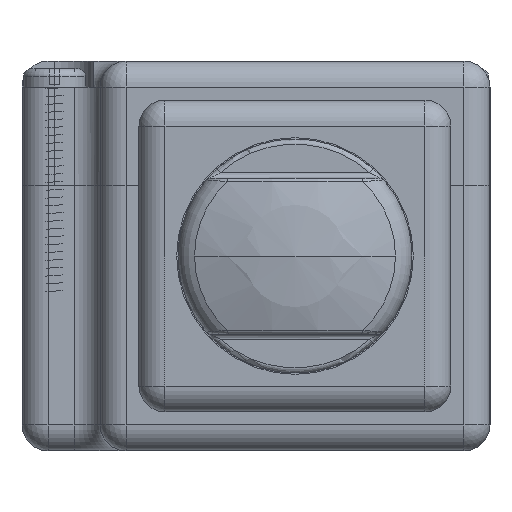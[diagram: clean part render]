
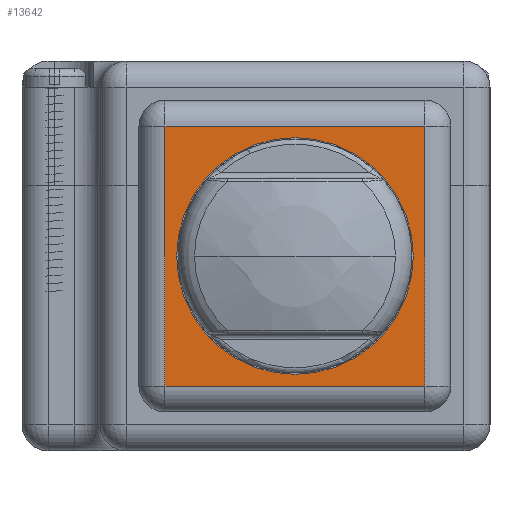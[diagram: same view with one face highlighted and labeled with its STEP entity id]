
A CAD part, left-side view. The second image highlights one B-rep face of the part: STEP entity #13642.
In plain terms, the highlighted face is planar.
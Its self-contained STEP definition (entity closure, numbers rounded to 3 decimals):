
#13065=DIRECTION('',(0.,0.,1.));
#13066=VECTOR('',#13065,10.);
#13067=CARTESIAN_POINT('',(-5.,2.,-5.));
#13068=LINE('',#13067,#13066);
#13072=DIRECTION('',(-1.,0.,0.));
#13073=VECTOR('',#13072,10.);
#13074=CARTESIAN_POINT('',(5.,2.,-5.));
#13075=LINE('',#13074,#13073);
#13079=DIRECTION('',(0.,0.,-1.));
#13080=VECTOR('',#13079,10.);
#13081=CARTESIAN_POINT('',(5.,2.,5.));
#13082=LINE('',#13081,#13080);
#13086=DIRECTION('',(1.,0.,0.));
#13087=VECTOR('',#13086,10.);
#13088=CARTESIAN_POINT('',(-5.,2.,5.));
#13089=LINE('',#13088,#13087);
#13093=CARTESIAN_POINT('',(0.,2.,0.));
#13094=DIRECTION('',(0.,-1.,0.));
#13095=DIRECTION('',(0.,0.,1.));
#13096=AXIS2_PLACEMENT_3D('',#13093,#13094,#13095);
#13101=CARTESIAN_POINT('',(0.,2.,0.));
#13102=DIRECTION('',(0.,-1.,0.));
#13103=DIRECTION('',(0.,0.,-1.));
#13104=AXIS2_PLACEMENT_3D('',#13101,#13102,#13103);
#13477=CARTESIAN_POINT('',(-5.,2.,-5.));
#13478=CARTESIAN_POINT('',(-5.,2.,5.));
#13479=VERTEX_POINT('',#13477);
#13480=VERTEX_POINT('',#13478);
#13485=CARTESIAN_POINT('',(5.,2.,5.));
#13486=VERTEX_POINT('',#13485);
#13491=CARTESIAN_POINT('',(5.,2.,-5.));
#13492=VERTEX_POINT('',#13491);
#13497=CARTESIAN_POINT('',(0.,2.,4.55));
#13498=CARTESIAN_POINT('',(0.,2.,-4.55));
#13499=VERTEX_POINT('',#13497);
#13500=VERTEX_POINT('',#13498);
#13622=CARTESIAN_POINT('',(0.,2.,0.));
#13623=DIRECTION('',(0.,1.,0.));
#13624=DIRECTION('',(1.,0.,0.));
#13625=AXIS2_PLACEMENT_3D('',#13622,#13623,#13624);
#13626=PLANE('',#13625);
#13628=ORIENTED_EDGE('',*,*,#13627,.F.);
#13629=ORIENTED_EDGE('',*,*,#13612,.F.);
#13631=ORIENTED_EDGE('',*,*,#13630,.F.);
#13633=ORIENTED_EDGE('',*,*,#13632,.F.);
#13634=EDGE_LOOP('',(#13628,#13629,#13631,#13633));
#13635=FACE_OUTER_BOUND('',#13634,.F.);
#13637=ORIENTED_EDGE('',*,*,#13636,.F.);
#13639=ORIENTED_EDGE('',*,*,#13638,.F.);
#13640=EDGE_LOOP('',(#13637,#13639));
#13641=FACE_BOUND('',#13640,.F.);
#13642=ADVANCED_FACE('',(#13635,#13641),#13626,.T.);
#13097=CIRCLE('',#13096,4.55);
#13105=CIRCLE('',#13104,4.55);
#13612=EDGE_CURVE('',#13492,#13479,#13075,.T.);
#13627=EDGE_CURVE('',#13479,#13480,#13068,.T.);
#13630=EDGE_CURVE('',#13486,#13492,#13082,.T.);
#13632=EDGE_CURVE('',#13480,#13486,#13089,.T.);
#13636=EDGE_CURVE('',#13499,#13500,#13097,.T.);
#13638=EDGE_CURVE('',#13500,#13499,#13105,.T.);
